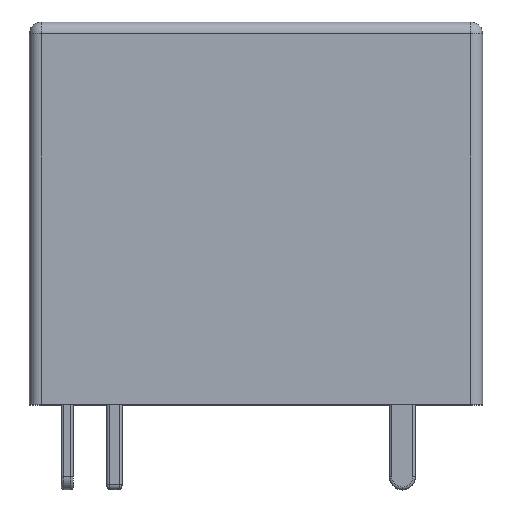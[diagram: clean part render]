
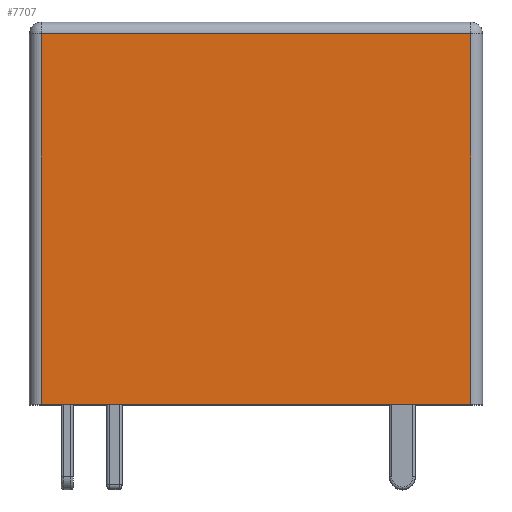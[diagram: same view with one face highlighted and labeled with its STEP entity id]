
A CAD part, top view. The second image highlights one B-rep face of the part: STEP entity #7707.
In plain terms, the highlighted planar face has unit normal (0, 0, 1).
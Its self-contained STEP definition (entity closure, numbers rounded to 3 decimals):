
#588 = CARTESIAN_POINT ( 'NONE',  ( -1.1, 0., 7.8 ) ) ;
#657 = CARTESIAN_POINT ( 'NONE',  ( -1.1, 15.7, 7.8 ) ) ;
#809 = CARTESIAN_POINT ( 'NONE',  ( -1.6, 0., 7.8 ) ) ;
#902 = DIRECTION ( 'NONE',  ( -1., 0., 0. ) ) ;
#1574 = AXIS2_PLACEMENT_3D ( 'NONE', #15126, #16271, #12484 ) ;
#1748 = DIRECTION ( 'NONE',  ( 1., 0., 0. ) ) ;
#3352 = VERTEX_POINT ( 'NONE', #15032 ) ;
#3554 = EDGE_CURVE ( 'NONE', #15909, #3352, #14059, .T. ) ;
#3829 = EDGE_CURVE ( 'NONE', #6898, #14240, #13023, .T. ) ;
#4232 = FACE_OUTER_BOUND ( 'NONE', #7944, .T. ) ;
#4490 = PLANE ( 'NONE',  #1574 ) ;
#4560 = VECTOR ( 'NONE', #14406, 1000. ) ;
#5216 = CARTESIAN_POINT ( 'NONE',  ( 17.1, 15.7, 7.8 ) ) ;
#5790 = ORIENTED_EDGE ( 'NONE', *, *, #12880, .T. ) ;
#6687 = VECTOR ( 'NONE', #11430, 1000. ) ;
#6875 = ORIENTED_EDGE ( 'NONE', *, *, #3554, .T. ) ;
#6898 = VERTEX_POINT ( 'NONE', #5216 ) ;
#7401 = VECTOR ( 'NONE', #902, 1000. ) ;
#7568 = CARTESIAN_POINT ( 'NONE',  ( -1.1, 16.2, 7.8 ) ) ;
#7707 = ADVANCED_FACE ( 'NONE', ( #4232 ), #4490, .F. ) ;
#7717 = CARTESIAN_POINT ( 'NONE',  ( 17.1, 16.2, 7.8 ) ) ;
#7944 = EDGE_LOOP ( 'NONE', ( #8007, #15669, #6875, #5790 ) ) ;
#8007 = ORIENTED_EDGE ( 'NONE', *, *, #3829, .T. ) ;
#11430 = DIRECTION ( 'NONE',  ( 0., -1., 0. ) ) ;
#12484 = DIRECTION ( 'NONE',  ( -1., 0., 0. ) ) ;
#12880 = EDGE_CURVE ( 'NONE', #3352, #6898, #14326, .T. ) ;
#13023 = LINE ( 'NONE', #15672, #7401 ) ;
#13027 = VECTOR ( 'NONE', #1748, 1000. ) ;
#14059 = LINE ( 'NONE', #809, #13027 ) ;
#14240 = VERTEX_POINT ( 'NONE', #657 ) ;
#14326 = LINE ( 'NONE', #7717, #4560 ) ;
#14406 = DIRECTION ( 'NONE',  ( 0., 1., 0. ) ) ;
#15032 = CARTESIAN_POINT ( 'NONE',  ( 17.1, 0., 7.8 ) ) ;
#15126 = CARTESIAN_POINT ( 'NONE',  ( -1.6, 16.2, 7.8 ) ) ;
#15251 = EDGE_CURVE ( 'NONE', #14240, #15909, #15498, .T. ) ;
#15498 = LINE ( 'NONE', #7568, #6687 ) ;
#15669 = ORIENTED_EDGE ( 'NONE', *, *, #15251, .T. ) ;
#15672 = CARTESIAN_POINT ( 'NONE',  ( -1.6, 15.7, 7.8 ) ) ;
#15909 = VERTEX_POINT ( 'NONE', #588 ) ;
#16271 = DIRECTION ( 'NONE',  ( 0., 0., -1. ) ) ;
